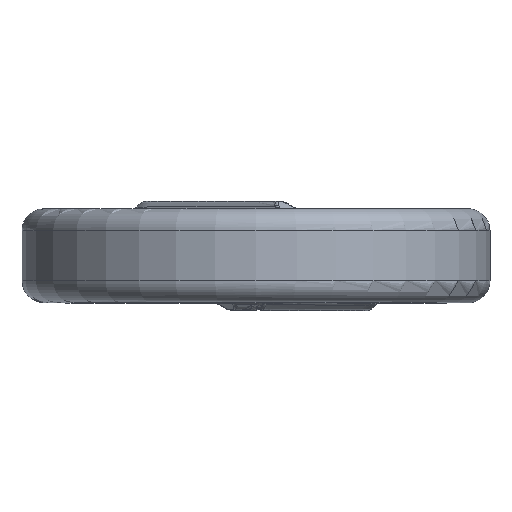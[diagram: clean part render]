
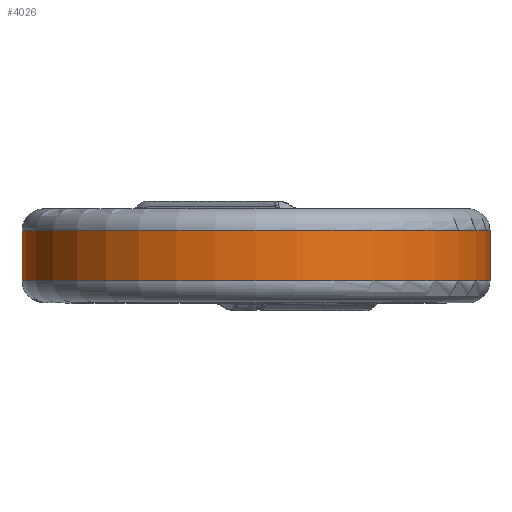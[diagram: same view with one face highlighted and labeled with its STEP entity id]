
A CAD part, top view. The second image highlights one B-rep face of the part: STEP entity #4026.
In plain terms, the highlighted cylindrical face has radius 10.7 mm (diameter 21.4 mm), a full revolution.
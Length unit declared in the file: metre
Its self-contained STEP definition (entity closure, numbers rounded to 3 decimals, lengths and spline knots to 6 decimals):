
#37=CIRCLE('',#4205,0.0107);
#38=CIRCLE('',#4207,0.0107);
#152=CYLINDRICAL_SURFACE('',#4208,0.0107);
#815=ORIENTED_EDGE('',*,*,#1619,.T.);
#816=ORIENTED_EDGE('',*,*,#1616,.F.);
#1616=EDGE_CURVE('',#2022,#2022,#37,.T.);
#1619=EDGE_CURVE('',#2024,#2024,#38,.T.);
#2022=VERTEX_POINT('',#6218);
#2024=VERTEX_POINT('',#6248);
#2376=EDGE_LOOP('',(#815));
#2377=EDGE_LOOP('',(#816));
#2574=FACE_BOUND('',#2376,.T.);
#2575=FACE_BOUND('',#2377,.T.);
#4026=ADVANCED_FACE('',(#2574,#2575),#152,.T.);
#4205=AXIS2_PLACEMENT_3D('',#6217,#4431,#4432);
#4207=AXIS2_PLACEMENT_3D('',#6247,#4435,#4436);
#4208=AXIS2_PLACEMENT_3D('',#6249,#4437,#4438);
#4431=DIRECTION('',(0.,1.,0.));
#4432=DIRECTION('',(0.,0.,1.));
#4435=DIRECTION('',(0.,1.,0.));
#4436=DIRECTION('',(0.,0.,1.));
#4437=DIRECTION('',(0.,1.,0.));
#4438=DIRECTION('',(0.,0.,1.));
#6217=CARTESIAN_POINT('',(0.,0.00115,0.));
#6218=CARTESIAN_POINT('',(0.,0.00115,0.0107));
#6247=CARTESIAN_POINT('',(0.,-0.00115,0.));
#6248=CARTESIAN_POINT('',(0.,-0.00115,0.0107));
#6249=CARTESIAN_POINT('',(0.,-0.00215,0.));
